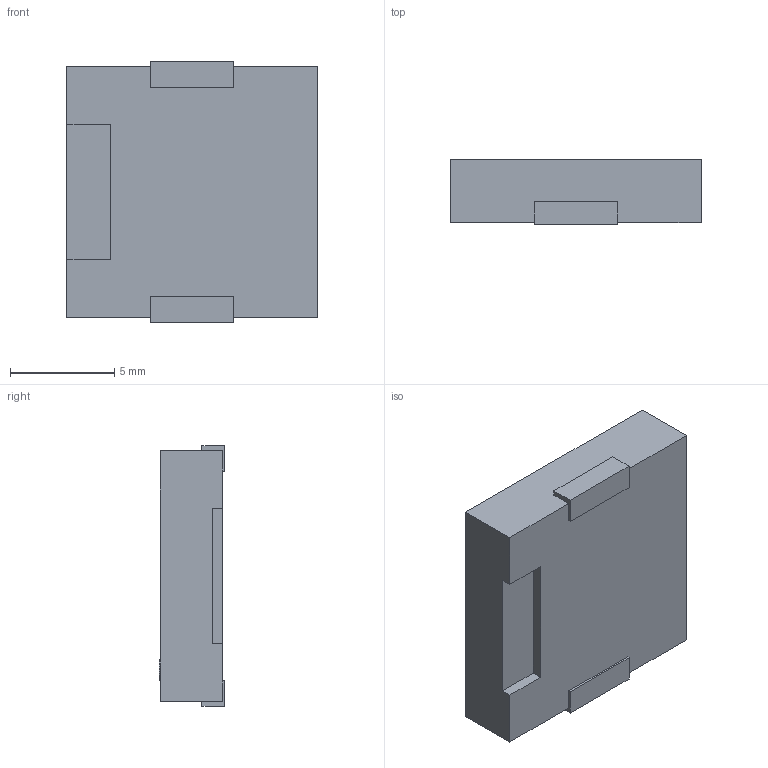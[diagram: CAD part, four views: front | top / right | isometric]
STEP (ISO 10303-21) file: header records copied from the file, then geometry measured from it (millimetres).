
FILE_DESCRIPTION((''),'2;1');
FILE_NAME('KMTG1203','2012-07-04T',('andrew'),(''),'PRO/ENGINEER BY PARAMETRIC TECHNOLOGY CORPORATION, 2008020','PRO/ENGINEER BY PARAMETRIC TECHNOLOGY CORPORATION, 2008020','');
FILE_SCHEMA(('CONFIG_CONTROL_DESIGN'));
Length unit declared in the file: millimetre
Products named in the file (1): KMTG1203
Bounding box: 12 x 3.15 x 12.5 mm (x, y, z)
Volume: 423.3 mm3; surface area: 458.4 mm2
Topology: 1 solids, 1 shells, 54 faces, 150 edges, 100 vertices
Faces by surface type: plane 52, cylinder 2
Entity records: 1736 total; most frequent: CARTESIAN_POINT 304, ORIENTED_EDGE 300, DIRECTION 262, EDGE_CURVE 150, VECTOR 146, LINE 146, VERTEX_POINT 100, AXIS2_PLACEMENT_3D 58
